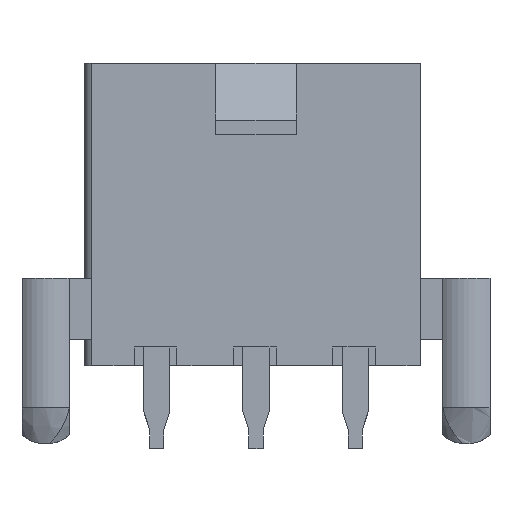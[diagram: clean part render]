
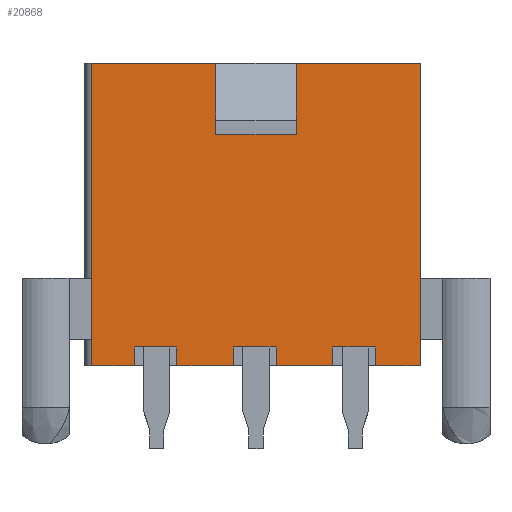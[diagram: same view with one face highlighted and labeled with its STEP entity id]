
A CAD part, front view. The second image highlights one B-rep face of the part: STEP entity #20868.
In plain terms, the highlighted planar face has unit normal (0, -1, 0).
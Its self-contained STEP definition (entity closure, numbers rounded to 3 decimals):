
#1929=ORIENTED_EDGE('',*,*,#6137,.F.);
#1930=ORIENTED_EDGE('',*,*,#5847,.T.);
#1931=ORIENTED_EDGE('',*,*,#6138,.T.);
#1932=ORIENTED_EDGE('',*,*,#5843,.T.);
#1933=ORIENTED_EDGE('',*,*,#6139,.F.);
#1934=ORIENTED_EDGE('',*,*,#6140,.T.);
#1935=ORIENTED_EDGE('',*,*,#6141,.T.);
#1936=ORIENTED_EDGE('',*,*,#5937,.F.);
#1937=ORIENTED_EDGE('',*,*,#5946,.F.);
#1938=ORIENTED_EDGE('',*,*,#5941,.T.);
#1939=ORIENTED_EDGE('',*,*,#6142,.T.);
#1940=ORIENTED_EDGE('',*,*,#6143,.F.);
#1941=ORIENTED_EDGE('',*,*,#6144,.F.);
#1942=ORIENTED_EDGE('',*,*,#6083,.T.);
#1943=ORIENTED_EDGE('',*,*,#6106,.T.);
#1944=ORIENTED_EDGE('',*,*,#6079,.T.);
#1945=ORIENTED_EDGE('',*,*,#6145,.F.);
#1946=ORIENTED_EDGE('',*,*,#5920,.T.);
#1947=ORIENTED_EDGE('',*,*,#6132,.T.);
#1948=ORIENTED_EDGE('',*,*,#5916,.T.);
#5843=EDGE_CURVE('',#8014,#8017,#9573,.T.);
#5847=EDGE_CURVE('',#8018,#8021,#9577,.T.);
#5916=EDGE_CURVE('',#8061,#8064,#9644,.T.);
#5920=EDGE_CURVE('',#8065,#8068,#9648,.T.);
#5937=EDGE_CURVE('',#8077,#8078,#9665,.T.);
#5941=EDGE_CURVE('',#8081,#8082,#9669,.T.);
#5946=EDGE_CURVE('',#8081,#8077,#9674,.T.);
#6079=EDGE_CURVE('',#8167,#8170,#9803,.T.);
#6083=EDGE_CURVE('',#8171,#8174,#9807,.T.);
#6106=EDGE_CURVE('',#8174,#8167,#9830,.T.);
#6132=EDGE_CURVE('',#8068,#8061,#9856,.T.);
#6137=EDGE_CURVE('',#8018,#8064,#9861,.T.);
#6138=EDGE_CURVE('',#8021,#8014,#9862,.T.);
#6139=EDGE_CURVE('',#8196,#8017,#9863,.T.);
#6140=EDGE_CURVE('',#8196,#8197,#9864,.T.);
#6141=EDGE_CURVE('',#8197,#8078,#9865,.T.);
#6142=EDGE_CURVE('',#8082,#8198,#9866,.T.);
#6143=EDGE_CURVE('',#8199,#8198,#9867,.T.);
#6144=EDGE_CURVE('',#8171,#8199,#9868,.T.);
#6145=EDGE_CURVE('',#8065,#8170,#9869,.T.);
#8014=VERTEX_POINT('',#28261);
#8017=VERTEX_POINT('',#28266);
#8018=VERTEX_POINT('',#28270);
#8021=VERTEX_POINT('',#28275);
#8061=VERTEX_POINT('',#28402);
#8064=VERTEX_POINT('',#28407);
#8065=VERTEX_POINT('',#28411);
#8068=VERTEX_POINT('',#28416);
#8077=VERTEX_POINT('',#28450);
#8078=VERTEX_POINT('',#28451);
#8081=VERTEX_POINT('',#28459);
#8082=VERTEX_POINT('',#28460);
#8167=VERTEX_POINT('',#28718);
#8170=VERTEX_POINT('',#28723);
#8171=VERTEX_POINT('',#28727);
#8174=VERTEX_POINT('',#28732);
#8196=VERTEX_POINT('',#28826);
#8197=VERTEX_POINT('',#28828);
#8198=VERTEX_POINT('',#28831);
#8199=VERTEX_POINT('',#28833);
#9573=LINE('',#28267,#11561);
#9577=LINE('',#28276,#11565);
#9644=LINE('',#28408,#11632);
#9648=LINE('',#28417,#11636);
#9665=LINE('',#28449,#11653);
#9669=LINE('',#28458,#11657);
#9674=LINE('',#28468,#11662);
#9803=LINE('',#28724,#11791);
#9807=LINE('',#28733,#11795);
#9830=LINE('',#28774,#11818);
#9856=LINE('',#28816,#11844);
#9861=LINE('',#28823,#11849);
#9862=LINE('',#28824,#11850);
#9863=LINE('',#28825,#11851);
#9864=LINE('',#28827,#11852);
#9865=LINE('',#28829,#11853);
#9866=LINE('',#28830,#11854);
#9867=LINE('',#28832,#11855);
#9868=LINE('',#28834,#11856);
#9869=LINE('',#28835,#11857);
#11561=VECTOR('',#23502,1000.);
#11565=VECTOR('',#23508,1000.);
#11632=VECTOR('',#23619,1000.);
#11636=VECTOR('',#23625,1000.);
#11653=VECTOR('',#23656,1000.);
#11657=VECTOR('',#23662,1000.);
#11662=VECTOR('',#23669,1000.);
#11791=VECTOR('',#23880,1000.);
#11795=VECTOR('',#23886,1000.);
#11818=VECTOR('',#23923,1000.);
#11844=VECTOR('',#23961,1000.);
#11849=VECTOR('',#23970,1000.);
#11850=VECTOR('',#23971,1000.);
#11851=VECTOR('',#23972,1000.);
#11852=VECTOR('',#23973,1000.);
#11853=VECTOR('',#23974,1000.);
#11854=VECTOR('',#23975,1000.);
#11855=VECTOR('',#23976,1000.);
#11856=VECTOR('',#23977,1000.);
#11857=VECTOR('',#23978,1000.);
#13226=EDGE_LOOP('',(#1929,#1930,#1931,#1932,#1933,#1934,#1935,#1936,#1937,
#1938,#1939,#1940,#1941,#1942,#1943,#1944,#1945,#1946,#1947,#1948));
#14024=FACE_BOUND('',#13226,.T.);
#14782=PLANE('',#21716);
#20868=ADVANCED_FACE('',(#14024),#14782,.T.);
#21716=AXIS2_PLACEMENT_3D('',#28822,#23968,#23969);
#23502=DIRECTION('',(0.,0.,-1.));
#23508=DIRECTION('',(0.,0.,1.));
#23619=DIRECTION('',(0.,0.,-1.));
#23625=DIRECTION('',(0.,0.,1.));
#23656=DIRECTION('',(0.,0.,1.));
#23662=DIRECTION('',(0.,0.,1.));
#23669=DIRECTION('',(1.,0.,0.));
#23880=DIRECTION('',(0.,0.,-1.));
#23886=DIRECTION('',(0.,0.,1.));
#23923=DIRECTION('',(1.,0.,0.));
#23961=DIRECTION('',(1.,0.,0.));
#23968=DIRECTION('',(0.,-1.,0.));
#23969=DIRECTION('',(0.,0.,-1.));
#23970=DIRECTION('',(-1.,0.,0.));
#23971=DIRECTION('',(1.,0.,0.));
#23972=DIRECTION('',(-1.,0.,0.));
#23973=DIRECTION('',(0.,0.,1.));
#23974=DIRECTION('',(-1.,0.,0.));
#23975=DIRECTION('',(-1.,0.,0.));
#23976=DIRECTION('',(0.,0.,1.));
#23977=DIRECTION('',(-1.,0.,0.));
#23978=DIRECTION('',(-1.,0.,0.));
#28261=CARTESIAN_POINT('',(5.05,-4.8,-5.6));
#28266=CARTESIAN_POINT('',(5.05,-4.8,-6.4));
#28267=CARTESIAN_POINT('',(5.05,-4.8,-6.4));
#28270=CARTESIAN_POINT('',(3.25,-4.8,-6.4));
#28275=CARTESIAN_POINT('',(3.25,-4.8,-5.6));
#28276=CARTESIAN_POINT('',(3.25,-4.8,-6.4));
#28402=CARTESIAN_POINT('',(0.85,-4.8,-5.6));
#28407=CARTESIAN_POINT('',(0.85,-4.8,-6.4));
#28408=CARTESIAN_POINT('',(0.85,-4.8,-6.4));
#28411=CARTESIAN_POINT('',(-0.95,-4.8,-6.4));
#28416=CARTESIAN_POINT('',(-0.95,-4.8,-5.6));
#28417=CARTESIAN_POINT('',(-0.95,-4.8,-6.4));
#28449=CARTESIAN_POINT('',(1.7,-4.8,3.4));
#28450=CARTESIAN_POINT('',(1.7,-4.8,3.4));
#28451=CARTESIAN_POINT('',(1.7,-4.8,6.4));
#28458=CARTESIAN_POINT('',(-1.7,-4.8,3.4));
#28459=CARTESIAN_POINT('',(-1.7,-4.8,3.4));
#28460=CARTESIAN_POINT('',(-1.7,-4.8,6.4));
#28468=CARTESIAN_POINT('',(-1.7,-4.8,3.4));
#28718=CARTESIAN_POINT('',(-3.35,-4.8,-5.6));
#28723=CARTESIAN_POINT('',(-3.35,-4.8,-6.4));
#28724=CARTESIAN_POINT('',(-3.35,-4.8,-6.4));
#28727=CARTESIAN_POINT('',(-5.15,-4.8,-6.4));
#28732=CARTESIAN_POINT('',(-5.15,-4.8,-5.6));
#28733=CARTESIAN_POINT('',(-5.15,-4.8,-6.4));
#28774=CARTESIAN_POINT('',(6.95,-4.8,-5.6));
#28816=CARTESIAN_POINT('',(6.95,-4.8,-5.6));
#28822=CARTESIAN_POINT('',(6.95,-4.8,-6.4));
#28823=CARTESIAN_POINT('',(6.95,-4.8,-6.4));
#28824=CARTESIAN_POINT('',(6.95,-4.8,-5.6));
#28825=CARTESIAN_POINT('',(6.95,-4.8,-6.4));
#28826=CARTESIAN_POINT('',(6.95,-4.8,-6.4));
#28827=CARTESIAN_POINT('',(6.95,-4.8,-6.4));
#28828=CARTESIAN_POINT('',(6.95,-4.8,6.4));
#28829=CARTESIAN_POINT('',(6.95,-4.8,6.4));
#28830=CARTESIAN_POINT('',(6.95,-4.8,6.4));
#28831=CARTESIAN_POINT('',(-6.95,-4.8,6.4));
#28832=CARTESIAN_POINT('',(-6.95,-4.8,-6.4));
#28833=CARTESIAN_POINT('',(-6.95,-4.8,-6.4));
#28834=CARTESIAN_POINT('',(6.95,-4.8,-6.4));
#28835=CARTESIAN_POINT('',(6.95,-4.8,-6.4));
